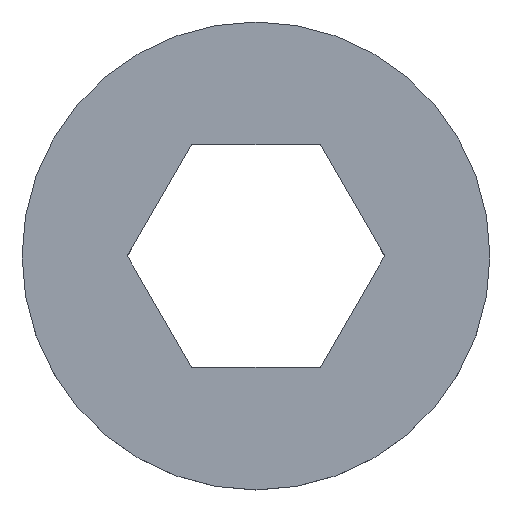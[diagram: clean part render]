
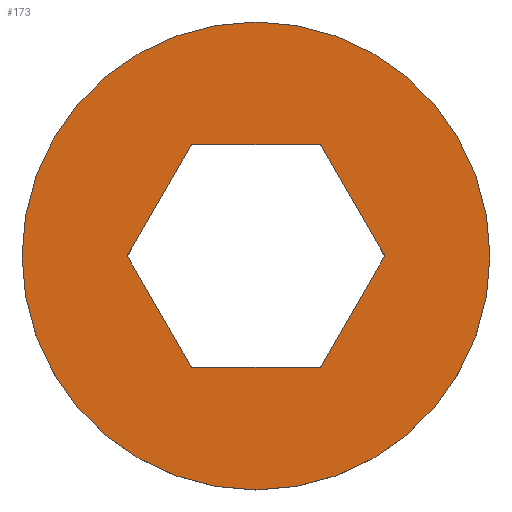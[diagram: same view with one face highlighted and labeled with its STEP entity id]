
A CAD part, top view. The second image highlights one B-rep face of the part: STEP entity #173.
In plain terms, the highlighted planar face has unit normal (0, 0, 1).
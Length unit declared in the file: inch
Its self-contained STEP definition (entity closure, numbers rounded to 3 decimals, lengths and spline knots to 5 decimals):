
#5 = LINE ( 'NONE', #160, #93 ) ;
#9 = LINE ( 'NONE', #12, #35 ) ;
#11 = CARTESIAN_POINT ( 'NONE',  ( 0.10825, 0.1875, 0.0625 ) ) ;
#12 = CARTESIAN_POINT ( 'NONE',  ( 0.10825, -0.1875, 0.0625 ) ) ;
#14 = EDGE_CURVE ( 'NONE', #249, #289, #135, .T. ) ;
#17 = DIRECTION ( 'NONE',  ( -1., 0., 0. ) ) ;
#18 = EDGE_LOOP ( 'NONE', ( #128 ) ) ;
#20 = DIRECTION ( 'NONE',  ( -0.5, 0.866, 0. ) ) ;
#24 = VECTOR ( 'NONE', #83, 39.37008 ) ;
#26 = CIRCLE ( 'NONE', #140, 0.3937 ) ;
#30 = DIRECTION ( 'NONE',  ( 0., 0., 1. ) ) ;
#32 = DIRECTION ( 'NONE',  ( 0., 0., 1. ) ) ;
#33 = FACE_BOUND ( 'NONE', #283, .T. ) ;
#35 = VECTOR ( 'NONE', #115, 39.37008 ) ;
#37 = EDGE_CURVE ( 'NONE', #192, #192, #26, .T. ) ;
#54 = LINE ( 'NONE', #61, #24 ) ;
#56 = CARTESIAN_POINT ( 'NONE',  ( -0.10825, -0.1875, 0.0625 ) ) ;
#57 = CARTESIAN_POINT ( 'NONE',  ( 0., 0., 0.0625 ) ) ;
#61 = CARTESIAN_POINT ( 'NONE',  ( -0.10825, 0.1875, 0.0625 ) ) ;
#65 = CARTESIAN_POINT ( 'NONE',  ( 0.21651, 0., 0.0625 ) ) ;
#72 = VERTEX_POINT ( 'NONE', #268 ) ;
#83 = DIRECTION ( 'NONE',  ( -0.5, -0.866, 0. ) ) ;
#93 = VECTOR ( 'NONE', #273, 39.37008 ) ;
#96 = EDGE_CURVE ( 'NONE', #289, #181, #9, .T. ) ;
#100 = CARTESIAN_POINT ( 'NONE',  ( -0.10825, -0.1875, 0.0625 ) ) ;
#101 = EDGE_CURVE ( 'NONE', #181, #304, #280, .T. ) ;
#111 = EDGE_CURVE ( 'NONE', #288, #249, #5, .T. ) ;
#115 = DIRECTION ( 'NONE',  ( 0.5, 0.866, 0. ) ) ;
#116 = CARTESIAN_POINT ( 'NONE',  ( 0., 0., 0.0625 ) ) ;
#118 = ORIENTED_EDGE ( 'NONE', *, *, #184, .F. ) ;
#127 = DIRECTION ( 'NONE',  ( 1., 0., 0. ) ) ;
#128 = ORIENTED_EDGE ( 'NONE', *, *, #37, .T. ) ;
#130 = LINE ( 'NONE', #11, #152 ) ;
#131 = ORIENTED_EDGE ( 'NONE', *, *, #111, .F. ) ;
#135 = LINE ( 'NONE', #56, #156 ) ;
#140 = AXIS2_PLACEMENT_3D ( 'NONE', #57, #30, #127 ) ;
#152 = VECTOR ( 'NONE', #17, 39.37008 ) ;
#156 = VECTOR ( 'NONE', #227, 39.37008 ) ;
#160 = CARTESIAN_POINT ( 'NONE',  ( -0.21651, 0., 0.0625 ) ) ;
#173 = ADVANCED_FACE ( 'NONE', ( #269, #33 ), #208, .T. ) ;
#177 = CARTESIAN_POINT ( 'NONE',  ( 0.10825, 0.1875, 0.0625 ) ) ;
#181 = VERTEX_POINT ( 'NONE', #65 ) ;
#184 = EDGE_CURVE ( 'NONE', #304, #72, #130, .T. ) ;
#192 = VERTEX_POINT ( 'NONE', #261 ) ;
#207 = ORIENTED_EDGE ( 'NONE', *, *, #101, .F. ) ;
#208 = PLANE ( 'NONE',  #291 ) ;
#212 = ORIENTED_EDGE ( 'NONE', *, *, #96, .F. ) ;
#227 = DIRECTION ( 'NONE',  ( 1., 0., 0. ) ) ;
#232 = EDGE_CURVE ( 'NONE', #72, #288, #54, .T. ) ;
#234 = ORIENTED_EDGE ( 'NONE', *, *, #232, .F. ) ;
#235 = DIRECTION ( 'NONE',  ( 1., 0., 0. ) ) ;
#237 = CARTESIAN_POINT ( 'NONE',  ( -0.21651, 0., 0.0625 ) ) ;
#249 = VERTEX_POINT ( 'NONE', #100 ) ;
#253 = CARTESIAN_POINT ( 'NONE',  ( 0.10825, -0.1875, 0.0625 ) ) ;
#257 = ORIENTED_EDGE ( 'NONE', *, *, #14, .F. ) ;
#261 = CARTESIAN_POINT ( 'NONE',  ( 0.3937, 0., 0.0625 ) ) ;
#268 = CARTESIAN_POINT ( 'NONE',  ( -0.10825, 0.1875, 0.0625 ) ) ;
#269 = FACE_OUTER_BOUND ( 'NONE', #18, .T. ) ;
#271 = CARTESIAN_POINT ( 'NONE',  ( 0.21651, 0., 0.0625 ) ) ;
#273 = DIRECTION ( 'NONE',  ( 0.5, -0.866, 0. ) ) ;
#280 = LINE ( 'NONE', #271, #303 ) ;
#283 = EDGE_LOOP ( 'NONE', ( #207, #212, #257, #131, #234, #118 ) ) ;
#288 = VERTEX_POINT ( 'NONE', #237 ) ;
#289 = VERTEX_POINT ( 'NONE', #253 ) ;
#291 = AXIS2_PLACEMENT_3D ( 'NONE', #116, #32, #235 ) ;
#303 = VECTOR ( 'NONE', #20, 39.37008 ) ;
#304 = VERTEX_POINT ( 'NONE', #177 ) ;
